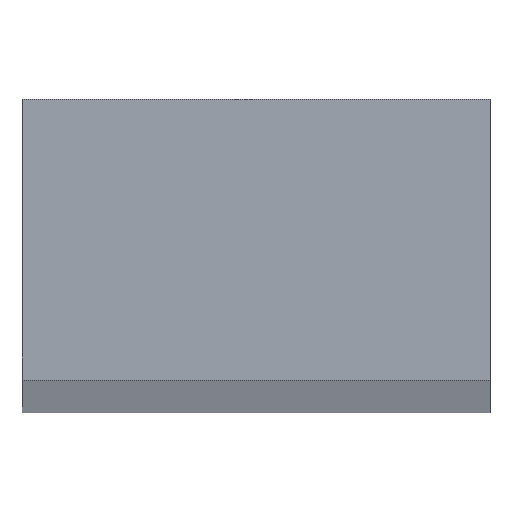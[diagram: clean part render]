
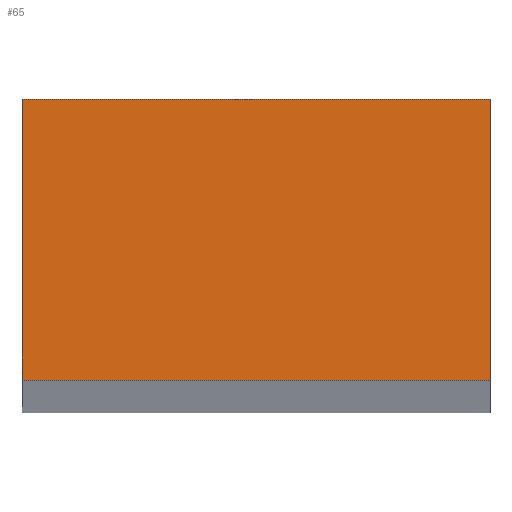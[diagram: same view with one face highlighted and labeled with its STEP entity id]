
A CAD part, top view. The second image highlights one B-rep face of the part: STEP entity #65.
In plain terms, the highlighted planar face has unit normal (0, 0, 1).
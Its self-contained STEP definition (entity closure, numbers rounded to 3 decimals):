
#2 = VECTOR ( 'NONE', #187, 1000. ) ;
#7 = VECTOR ( 'NONE', #199, 1000. ) ;
#22 = VECTOR ( 'NONE', #213, 1000. ) ;
#36 = VECTOR ( 'NONE', #176, 1000. ) ;
#37 = FACE_OUTER_BOUND ( 'NONE', #168, .T. ) ;
#44 = AXIS2_PLACEMENT_3D ( 'NONE', #236, #237, #221 ) ;
#49 = EDGE_CURVE ( 'NONE', #99, #109, #174, .T. ) ;
#54 = EDGE_CURVE ( 'NONE', #96, #106, #185, .T. ) ;
#62 = EDGE_CURVE ( 'NONE', #106, #99, #216, .T. ) ;
#65 = ADVANCED_FACE ( 'NONE', ( #37 ), #234, .T. ) ;
#75 = EDGE_CURVE ( 'NONE', #109, #96, #209, .T. ) ;
#96 = VERTEX_POINT ( 'NONE', #225 ) ;
#99 = VERTEX_POINT ( 'NONE', #228 ) ;
#106 = VERTEX_POINT ( 'NONE', #231 ) ;
#109 = VERTEX_POINT ( 'NONE', #232 ) ;
#126 = ORIENTED_EDGE ( 'NONE', *, *, #54, .T. ) ;
#138 = ORIENTED_EDGE ( 'NONE', *, *, #49, .T. ) ;
#141 = ORIENTED_EDGE ( 'NONE', *, *, #62, .T. ) ;
#152 = ORIENTED_EDGE ( 'NONE', *, *, #75, .T. ) ;
#168 = EDGE_LOOP ( 'NONE', ( #126, #141, #138, #152 ) ) ;
#174 = LINE ( 'NONE', #175, #36 ) ;
#175 = CARTESIAN_POINT ( 'NONE',  ( 12.5, 7.5, 500. ) ) ;
#176 = DIRECTION ( 'NONE',  ( 0., 1., 0. ) ) ;
#185 = LINE ( 'NONE', #186, #2 ) ;
#186 = CARTESIAN_POINT ( 'NONE',  ( -12.5, 7.5, 500. ) ) ;
#187 = DIRECTION ( 'NONE',  ( 0., -1., 0. ) ) ;
#199 = DIRECTION ( 'NONE',  ( -1., 0., 0. ) ) ;
#207 = CARTESIAN_POINT ( 'NONE',  ( -12.5, 7.5, 500. ) ) ;
#209 = LINE ( 'NONE', #207, #7 ) ;
#210 = CARTESIAN_POINT ( 'NONE',  ( -12.5, -7.5, 500. ) ) ;
#213 = DIRECTION ( 'NONE',  ( 1., 0., 0. ) ) ;
#216 = LINE ( 'NONE', #210, #22 ) ;
#221 = DIRECTION ( 'NONE',  ( 1., 0., 0. ) ) ;
#225 = CARTESIAN_POINT ( 'NONE',  ( -12.5, 7.5, 500. ) ) ;
#228 = CARTESIAN_POINT ( 'NONE',  ( 12.5, -7.5, 500. ) ) ;
#231 = CARTESIAN_POINT ( 'NONE',  ( -12.5, -7.5, 500. ) ) ;
#232 = CARTESIAN_POINT ( 'NONE',  ( 12.5, 7.5, 500. ) ) ;
#234 = PLANE ( 'NONE',  #44 ) ;
#236 = CARTESIAN_POINT ( 'NONE',  ( 0., 0., 500. ) ) ;
#237 = DIRECTION ( 'NONE',  ( 0., 0., 1. ) ) ;
